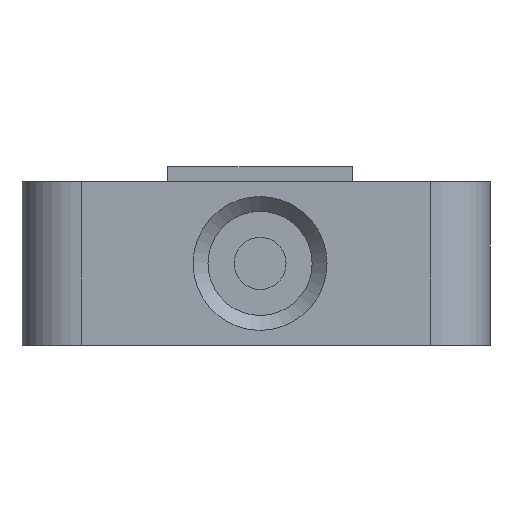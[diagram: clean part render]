
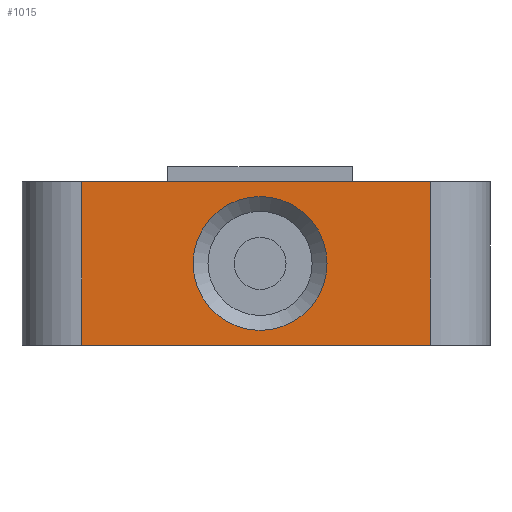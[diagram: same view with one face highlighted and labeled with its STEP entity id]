
A CAD part, left-side view. The second image highlights one B-rep face of the part: STEP entity #1015.
In plain terms, the highlighted planar face has unit normal (-1, 0, 0).
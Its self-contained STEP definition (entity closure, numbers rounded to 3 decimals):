
#56=FACE_BOUND('',#147,.T.);
#73=FACE_OUTER_BOUND('',#146,.T.);
#146=EDGE_LOOP('',(#752,#753,#754,#755));
#147=EDGE_LOOP('',(#756));
#227=LINE('',#1554,#318);
#238=LINE('',#1588,#329);
#256=LINE('',#1647,#347);
#258=LINE('',#1650,#349);
#318=VECTOR('',#1220,10.);
#329=VECTOR('',#1243,10.);
#347=VECTOR('',#1281,10.);
#349=VECTOR('',#1285,10.);
#417=CIRCLE('',#1109,4.5);
#452=VERTEX_POINT('',#1519);
#465=VERTEX_POINT('',#1552);
#480=VERTEX_POINT('',#1584);
#482=VERTEX_POINT('',#1587);
#506=VERTEX_POINT('',#1651);
#559=EDGE_CURVE('',#452,#465,#227,.T.);
#575=EDGE_CURVE('',#482,#480,#238,.T.);
#602=EDGE_CURVE('',#452,#480,#256,.T.);
#604=EDGE_CURVE('',#482,#465,#258,.T.);
#605=EDGE_CURVE('',#506,#506,#417,.T.);
#752=ORIENTED_EDGE('',*,*,#602,.F.);
#753=ORIENTED_EDGE('',*,*,#559,.T.);
#754=ORIENTED_EDGE('',*,*,#604,.F.);
#755=ORIENTED_EDGE('',*,*,#575,.T.);
#756=ORIENTED_EDGE('',*,*,#605,.T.);
#980=PLANE('',#1108);
#1015=ADVANCED_FACE('',(#73,#56),#980,.T.);
#1108=AXIS2_PLACEMENT_3D('',#1649,#1283,#1284);
#1109=AXIS2_PLACEMENT_3D('',#1652,#1286,#1287);
#1220=DIRECTION('',(0.,1.,0.));
#1243=DIRECTION('',(0.,-1.,0.));
#1281=DIRECTION('',(0.,0.,-1.));
#1283=DIRECTION('center_axis',(-1.,0.,0.));
#1284=DIRECTION('ref_axis',(0.,0.,1.));
#1285=DIRECTION('',(0.,0.,1.));
#1286=DIRECTION('center_axis',(1.,0.,0.));
#1287=DIRECTION('ref_axis',(0.,0.,1.));
#1519=CARTESIAN_POINT('',(-25.,-11.455,-161.));
#1552=CARTESIAN_POINT('',(-25.,12.,-161.));
#1554=CARTESIAN_POINT('',(-25.,16.,-161.));
#1584=CARTESIAN_POINT('',(-25.,-11.455,-172.));
#1587=CARTESIAN_POINT('',(-25.,12.,-172.));
#1588=CARTESIAN_POINT('',(-25.,-15.455,-172.));
#1647=CARTESIAN_POINT('',(-25.,-11.455,-169.25));
#1649=CARTESIAN_POINT('Origin',(-25.,0.273,-166.5));
#1650=CARTESIAN_POINT('',(-25.,12.,-163.75));
#1651=CARTESIAN_POINT('',(-25.,0.,-171.));
#1652=CARTESIAN_POINT('Origin',(-25.,0.,
-166.5));
